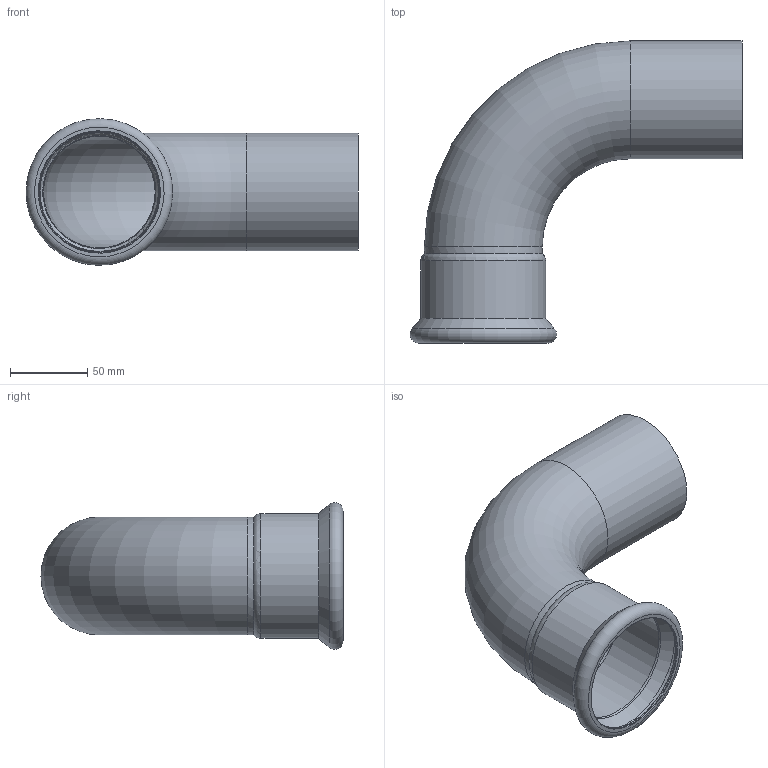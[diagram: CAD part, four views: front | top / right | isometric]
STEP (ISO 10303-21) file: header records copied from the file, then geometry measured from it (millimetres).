
FILE_DESCRIPTION(/* description */ (''),/* implementation_level */ '2;1');
FILE_NAME(/* name */ '43309.stp',/* time_stamp */ '2023-09-08T11:25:31+02:00',/* author */ ('JANAN'),/* organization */ (''),/* preprocessor_version */ 'ST-DEVELOPER v19.2',/* originating_system */ 'Autodesk Inventor 2023',/* authorisation */ '');
FILE_SCHEMA (('AUTOMOTIVE_DESIGN { 1 0 10303 214 3 1 1 }'));
Length unit declared in the file: millimetre
Products named in the file (1): tmp5D45.tmp
Bounding box: 214.34 x 195.05 x 94.67 mm (x, y, z)
Volume: 137707.2 mm3; surface area: 139173.2 mm2
Topology: 1 solids, 1 shells, 22 faces, 45 edges, 26 vertices
Faces by surface type: torus 8, cylinder 7, cone 4, plane 3
Full cylindrical faces by diameter (mm): 72.1 x2, 76.1 x2, 76.7 x1, 78.2 x1, 80.7 x1
Entity records: 656 total; most frequent: DIRECTION 125, CARTESIAN_POINT 94, ORIENTED_EDGE 90, AXIS2_PLACEMENT_3D 57, EDGE_CURVE 45, CIRCLE 34, VERTEX_POINT 26, EDGE_LOOP 25
